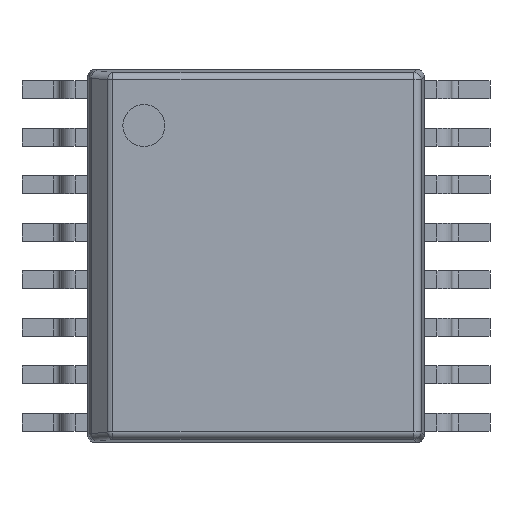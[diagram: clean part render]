
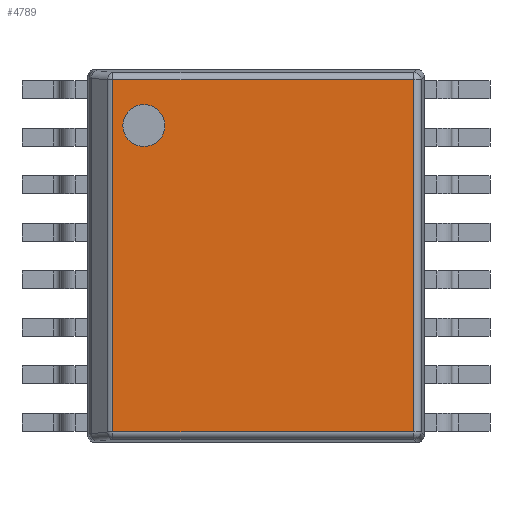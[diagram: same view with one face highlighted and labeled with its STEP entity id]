
A CAD part, top view. The second image highlights one B-rep face of the part: STEP entity #4789.
In plain terms, the highlighted planar face has unit normal (0, 0, 1).
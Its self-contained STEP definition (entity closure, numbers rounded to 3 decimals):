
#3944 = CYLINDRICAL_SURFACE('',#3945,0.1);
#3945 = AXIS2_PLACEMENT_3D('',#3946,#3947,#3948);
#3946 = CARTESIAN_POINT('',(0.3,4.957,1.1));
#3947 = DIRECTION('',(1.,0.,0.));
#3948 = DIRECTION('',(-0.,0.995,0.105));
#4145 = CYLINDRICAL_SURFACE('',#4146,0.1);
#4146 = AXIS2_PLACEMENT_3D('',#4147,#4148,#4149);
#4147 = CARTESIAN_POINT('',(0.3,0.143,1.1));
#4148 = DIRECTION('',(1.,-0.,0.));
#4149 = DIRECTION('',(-0.,-0.995,0.105));
#4246 = CYLINDRICAL_SURFACE('',#4247,0.1);
#4247 = AXIS2_PLACEMENT_3D('',#4248,#4249,#4250);
#4248 = CARTESIAN_POINT('',(0.341,0.053,1.1));
#4249 = DIRECTION('',(0.,1.,0.));
#4250 = DIRECTION('',(-0.707,0.,0.707));
#4407 = VERTEX_POINT('',#4408);
#4408 = CARTESIAN_POINT('',(0.341,4.957,1.2));
#4441 = EDGE_CURVE('',#4407,#4442,#4444,.T.);
#4442 = VERTEX_POINT('',#4443);
#4443 = CARTESIAN_POINT('',(4.457,4.957,1.2));
#4444 = SURFACE_CURVE('',#4445,(#4449,#4456),.PCURVE_S1.);
#4445 = LINE('',#4446,#4447);
#4446 = CARTESIAN_POINT('',(0.3,4.957,1.2));
#4447 = VECTOR('',#4448,1.);
#4448 = DIRECTION('',(1.,0.,0.));
#4449 = PCURVE('',#3944,#4450);
#4450 = DEFINITIONAL_REPRESENTATION('',(#4451),#4455);
#4451 = LINE('',#4452,#4453);
#4452 = CARTESIAN_POINT('',(1.466,0.));
#4453 = VECTOR('',#4454,1.);
#4454 = DIRECTION('',(0.,1.));
#4455 = ( GEOMETRIC_REPRESENTATION_CONTEXT(2) 
PARAMETRIC_REPRESENTATION_CONTEXT() REPRESENTATION_CONTEXT('2D SPACE',''
  ) );
#4456 = PCURVE('',#4457,#4462);
#4457 = PLANE('',#4458);
#4458 = AXIS2_PLACEMENT_3D('',#4459,#4460,#4461);
#4459 = CARTESIAN_POINT('',(0.,0.,1.2));
#4460 = DIRECTION('',(0.,0.,1.));
#4461 = DIRECTION('',(1.,0.,-0.));
#4462 = DEFINITIONAL_REPRESENTATION('',(#4463),#4467);
#4463 = LINE('',#4464,#4465);
#4464 = CARTESIAN_POINT('',(0.3,4.957));
#4465 = VECTOR('',#4466,1.);
#4466 = DIRECTION('',(1.,0.));
#4467 = ( GEOMETRIC_REPRESENTATION_CONTEXT(2) 
PARAMETRIC_REPRESENTATION_CONTEXT() REPRESENTATION_CONTEXT('2D SPACE',''
  ) );
#4585 = VERTEX_POINT('',#4586);
#4586 = CARTESIAN_POINT('',(0.341,0.143,1.2));
#4619 = EDGE_CURVE('',#4585,#4620,#4622,.T.);
#4620 = VERTEX_POINT('',#4621);
#4621 = CARTESIAN_POINT('',(4.457,0.143,1.2));
#4622 = SURFACE_CURVE('',#4623,(#4627,#4634),.PCURVE_S1.);
#4623 = LINE('',#4624,#4625);
#4624 = CARTESIAN_POINT('',(0.3,0.143,1.2));
#4625 = VECTOR('',#4626,1.);
#4626 = DIRECTION('',(1.,-0.,0.));
#4627 = PCURVE('',#4145,#4628);
#4628 = DEFINITIONAL_REPRESENTATION('',(#4629),#4633);
#4629 = LINE('',#4630,#4631);
#4630 = CARTESIAN_POINT('',(-1.466,0.));
#4631 = VECTOR('',#4632,1.);
#4632 = DIRECTION('',(-0.,1.));
#4633 = ( GEOMETRIC_REPRESENTATION_CONTEXT(2) 
PARAMETRIC_REPRESENTATION_CONTEXT() REPRESENTATION_CONTEXT('2D SPACE',''
  ) );
#4634 = PCURVE('',#4457,#4635);
#4635 = DEFINITIONAL_REPRESENTATION('',(#4636),#4640);
#4636 = LINE('',#4637,#4638);
#4637 = CARTESIAN_POINT('',(0.3,0.143));
#4638 = VECTOR('',#4639,1.);
#4639 = DIRECTION('',(1.,0.));
#4640 = ( GEOMETRIC_REPRESENTATION_CONTEXT(2) 
PARAMETRIC_REPRESENTATION_CONTEXT() REPRESENTATION_CONTEXT('2D SPACE',''
  ) );
#4685 = EDGE_CURVE('',#4585,#4407,#4686,.T.);
#4686 = SURFACE_CURVE('',#4687,(#4691,#4698),.PCURVE_S1.);
#4687 = LINE('',#4688,#4689);
#4688 = CARTESIAN_POINT('',(0.341,0.053,1.2));
#4689 = VECTOR('',#4690,1.);
#4690 = DIRECTION('',(0.,1.,0.));
#4691 = PCURVE('',#4246,#4692);
#4692 = DEFINITIONAL_REPRESENTATION('',(#4693),#4697);
#4693 = LINE('',#4694,#4695);
#4694 = CARTESIAN_POINT('',(0.785,0.));
#4695 = VECTOR('',#4696,1.);
#4696 = DIRECTION('',(0.,1.));
#4697 = ( GEOMETRIC_REPRESENTATION_CONTEXT(2) 
PARAMETRIC_REPRESENTATION_CONTEXT() REPRESENTATION_CONTEXT('2D SPACE',''
  ) );
#4698 = PCURVE('',#4457,#4699);
#4699 = DEFINITIONAL_REPRESENTATION('',(#4700),#4704);
#4700 = LINE('',#4701,#4702);
#4701 = CARTESIAN_POINT('',(0.341,0.053));
#4702 = VECTOR('',#4703,1.);
#4703 = DIRECTION('',(0.,1.));
#4704 = ( GEOMETRIC_REPRESENTATION_CONTEXT(2) 
PARAMETRIC_REPRESENTATION_CONTEXT() REPRESENTATION_CONTEXT('2D SPACE',''
  ) );
#4746 = CYLINDRICAL_SURFACE('',#4747,0.1);
#4747 = AXIS2_PLACEMENT_3D('',#4748,#4749,#4750);
#4748 = CARTESIAN_POINT('',(4.457,0.053,1.1));
#4749 = DIRECTION('',(0.,1.,-0.));
#4750 = DIRECTION('',(0.995,0.,0.105));
#4789 = ADVANCED_FACE('',(#4790,#4816),#4457,.T.);
#4790 = FACE_BOUND('',#4791,.T.);
#4791 = EDGE_LOOP('',(#4792,#4793,#4794,#4795));
#4792 = ORIENTED_EDGE('',*,*,#4441,.F.);
#4793 = ORIENTED_EDGE('',*,*,#4685,.F.);
#4794 = ORIENTED_EDGE('',*,*,#4619,.T.);
#4795 = ORIENTED_EDGE('',*,*,#4796,.T.);
#4796 = EDGE_CURVE('',#4620,#4442,#4797,.T.);
#4797 = SURFACE_CURVE('',#4798,(#4802,#4809),.PCURVE_S1.);
#4798 = LINE('',#4799,#4800);
#4799 = CARTESIAN_POINT('',(4.457,0.053,1.2));
#4800 = VECTOR('',#4801,1.);
#4801 = DIRECTION('',(0.,1.,-0.));
#4802 = PCURVE('',#4457,#4803);
#4803 = DEFINITIONAL_REPRESENTATION('',(#4804),#4808);
#4804 = LINE('',#4805,#4806);
#4805 = CARTESIAN_POINT('',(4.457,0.053));
#4806 = VECTOR('',#4807,1.);
#4807 = DIRECTION('',(0.,1.));
#4808 = ( GEOMETRIC_REPRESENTATION_CONTEXT(2) 
PARAMETRIC_REPRESENTATION_CONTEXT() REPRESENTATION_CONTEXT('2D SPACE',''
  ) );
#4809 = PCURVE('',#4746,#4810);
#4810 = DEFINITIONAL_REPRESENTATION('',(#4811),#4815);
#4811 = LINE('',#4812,#4813);
#4812 = CARTESIAN_POINT('',(-1.466,0.));
#4813 = VECTOR('',#4814,1.);
#4814 = DIRECTION('',(-0.,1.));
#4815 = ( GEOMETRIC_REPRESENTATION_CONTEXT(2) 
PARAMETRIC_REPRESENTATION_CONTEXT() REPRESENTATION_CONTEXT('2D SPACE',''
  ) );
#4816 = FACE_BOUND('',#4817,.T.);
#4817 = EDGE_LOOP('',(#4818));
#4818 = ORIENTED_EDGE('',*,*,#4819,.F.);
#4819 = EDGE_CURVE('',#4820,#4820,#4822,.T.);
#4820 = VERTEX_POINT('',#4821);
#4821 = CARTESIAN_POINT('',(1.054,4.333,1.2));
#4822 = SURFACE_CURVE('',#4823,(#4828,#4835),.PCURVE_S1.);
#4823 = CIRCLE('',#4824,0.288);
#4824 = AXIS2_PLACEMENT_3D('',#4825,#4826,#4827);
#4825 = CARTESIAN_POINT('',(0.767,4.333,1.2));
#4826 = DIRECTION('',(0.,0.,1.));
#4827 = DIRECTION('',(1.,0.,-0.));
#4828 = PCURVE('',#4457,#4829);
#4829 = DEFINITIONAL_REPRESENTATION('',(#4830),#4834);
#4830 = CIRCLE('',#4831,0.288);
#4831 = AXIS2_PLACEMENT_2D('',#4832,#4833);
#4832 = CARTESIAN_POINT('',(0.767,4.333));
#4833 = DIRECTION('',(1.,0.));
#4834 = ( GEOMETRIC_REPRESENTATION_CONTEXT(2) 
PARAMETRIC_REPRESENTATION_CONTEXT() REPRESENTATION_CONTEXT('2D SPACE',''
  ) );
#4835 = PCURVE('',#4836,#4841);
#4836 = CYLINDRICAL_SURFACE('',#4837,0.288);
#4837 = AXIS2_PLACEMENT_3D('',#4838,#4839,#4840);
#4838 = CARTESIAN_POINT('',(0.767,4.333,1.1));
#4839 = DIRECTION('',(0.,0.,1.));
#4840 = DIRECTION('',(1.,0.,-0.));
#4841 = DEFINITIONAL_REPRESENTATION('',(#4842),#4846);
#4842 = LINE('',#4843,#4844);
#4843 = CARTESIAN_POINT('',(0.,0.1));
#4844 = VECTOR('',#4845,1.);
#4845 = DIRECTION('',(1.,0.));
#4846 = ( GEOMETRIC_REPRESENTATION_CONTEXT(2) 
PARAMETRIC_REPRESENTATION_CONTEXT() REPRESENTATION_CONTEXT('2D SPACE',''
  ) );
